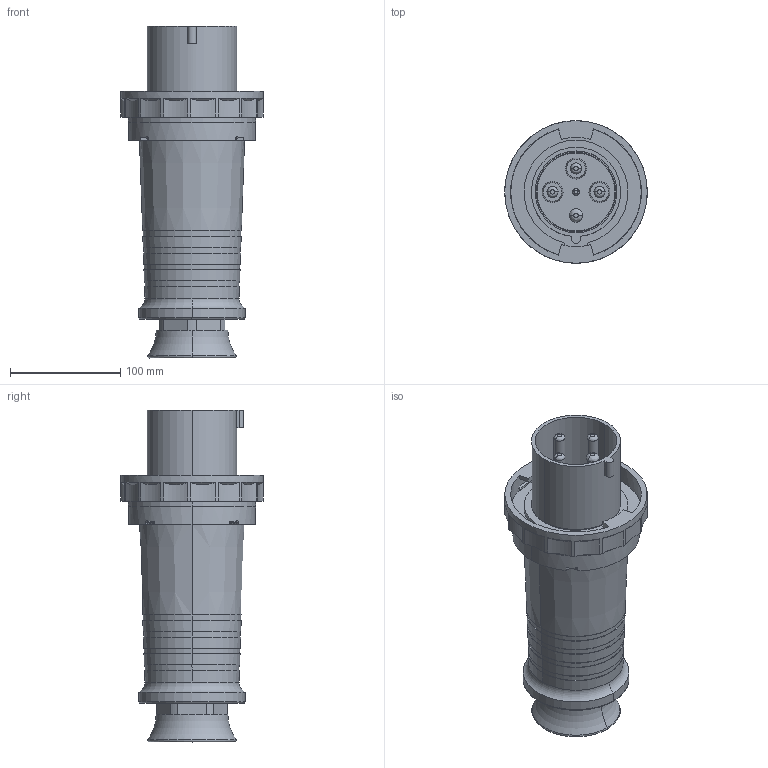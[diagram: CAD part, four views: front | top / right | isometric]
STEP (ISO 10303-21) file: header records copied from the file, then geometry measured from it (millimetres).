
FILE_DESCRIPTION((''),'2;1');
FILE_NAME('81394_3D-SIMPLIFIED_ASM','2023-03-28T10:28:36',('theo.robert.ext'),(''),'CREO PARAMETRIC BY PTC INC, 2018260','CREO PARAMETRIC BY PTC INC, 2018260','');
FILE_SCHEMA(('CONFIG_CONTROL_DESIGN'));
Length unit declared in the file: millimetre
Products named in the file (12): PRT0001; PRT0002; PRT0003; PRT0004; PRT0005; PRT0006; PRT0007; PRT0008; PRT0009; PRT0010; PRT0011; 81394_3D-SIMPLIFIED_ASM
Assembly tree (20 placements, depth 2):
  81394_3D-SIMPLIFIED_ASM
    PRT0001
    PRT0002
    PRT0003
    PRT0004  x2
    PRT0005
    PRT0006
    PRT0007
    PRT0008
    PRT0009  x7
    PRT0010  x2
    PRT0011  x2
Bounding box: 129 x 129 x 300.51 mm (x, y, z)
Volume: 900865.3 mm3; surface area: 316174.4 mm2
Topology: 20 solids, 20 shells, 730 faces, 1962 edges, 1326 vertices
Faces by surface type: plane 383, cylinder 225, cone 70, sphere 28, torus 14, bspline 10
Entity records: 16977 total; most frequent: CARTESIAN_POINT 3484, DIRECTION 2993, ORIENTED_EDGE 2672, EDGE_CURVE 1336, AXIS2_PLACEMENT_3D 1201, VERTEX_POINT 908, CIRCLE 672, EDGE_LOOP 594
